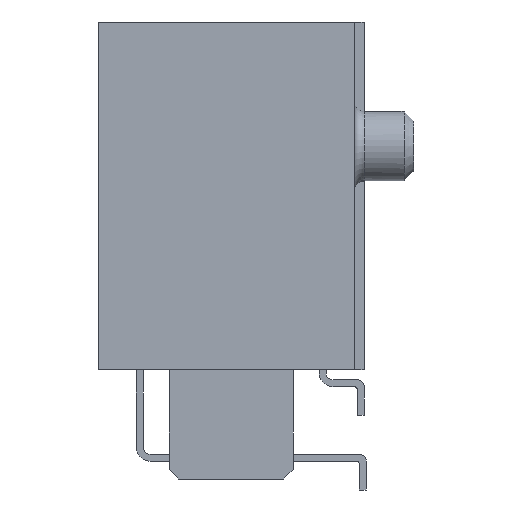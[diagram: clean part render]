
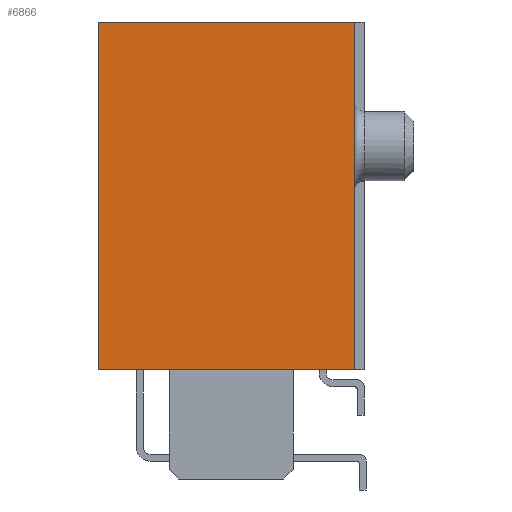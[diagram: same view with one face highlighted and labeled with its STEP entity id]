
A CAD part, left-side view. The second image highlights one B-rep face of the part: STEP entity #6866.
In plain terms, the highlighted planar face has unit normal (-1, 0, 0).
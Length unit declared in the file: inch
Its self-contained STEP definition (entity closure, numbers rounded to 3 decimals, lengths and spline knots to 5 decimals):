
#70=PLANE('',#7258);
#384=LINE('',#9851,#1248);
#521=LINE('',#10105,#1385);
#541=LINE('',#10146,#1405);
#542=LINE('',#10148,#1406);
#1248=VECTOR('',#7862,39.37008);
#1385=VECTOR('',#8041,39.37008);
#1405=VECTOR('',#8071,39.37008);
#1406=VECTOR('',#8072,39.37008);
#2339=ORIENTED_EDGE('',*,*,#4347,.T.);
#2340=ORIENTED_EDGE('',*,*,#4348,.T.);
#2341=ORIENTED_EDGE('',*,*,#4190,.F.);
#2342=ORIENTED_EDGE('',*,*,#4327,.T.);
#4190=EDGE_CURVE('',#5218,#5219,#384,.T.);
#4327=EDGE_CURVE('',#5218,#5315,#521,.T.);
#4347=EDGE_CURVE('',#5315,#5331,#541,.T.);
#4348=EDGE_CURVE('',#5331,#5219,#542,.T.);
#5218=VERTEX_POINT('',#9850);
#5219=VERTEX_POINT('',#9852);
#5315=VERTEX_POINT('',#10106);
#5331=VERTEX_POINT('',#10147);
#6047=EDGE_LOOP('',(#2339,#2340,#2341,#2342));
#6417=FACE_BOUND('',#6047,.T.);
#6866=ADVANCED_FACE('',(#6417),#70,.F.);
#7258=AXIS2_PLACEMENT_3D('',#10145,#8069,#8070);
#7862=DIRECTION('',(0.,0.,1.));
#8041=DIRECTION('',(0.,-1.,0.));
#8069=DIRECTION('',(1.,0.,0.));
#8070=DIRECTION('',(0.,0.,-1.));
#8071=DIRECTION('',(0.,0.,1.));
#8072=DIRECTION('',(0.,1.,0.));
#9850=CARTESIAN_POINT('',(-0.1878,0.35,-0.134));
#9851=CARTESIAN_POINT('',(-0.1878,0.35,-0.134));
#9852=CARTESIAN_POINT('',(-0.1878,0.35,0.124));
#10105=CARTESIAN_POINT('',(-0.1878,0.03,-0.134));
#10106=CARTESIAN_POINT('',(-0.1878,0.,-0.134));
#10145=CARTESIAN_POINT('',(-0.1878,0.03,-0.134));
#10146=CARTESIAN_POINT('',(-0.1878,0.,-0.134));
#10147=CARTESIAN_POINT('',(-0.1878,0.,0.124));
#10148=CARTESIAN_POINT('',(-0.1878,0.,0.124));
